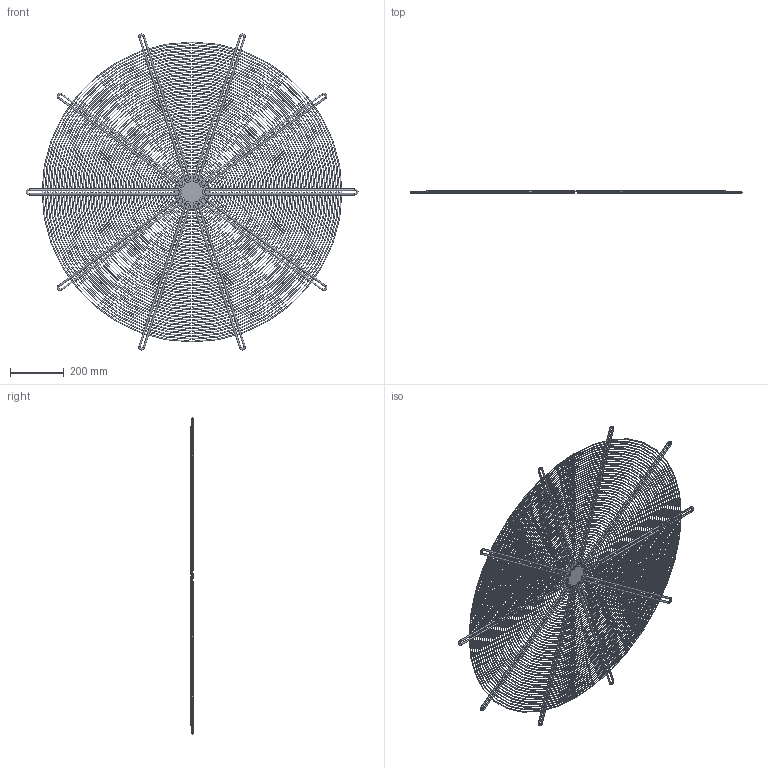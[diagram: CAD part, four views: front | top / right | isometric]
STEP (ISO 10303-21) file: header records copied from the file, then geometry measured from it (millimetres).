
FILE_DESCRIPTION (( 'STEP AP203' ), '1' );
FILE_NAME ('5RE9102_CCr 112.STEP', '2022-02-18T10:38:44', ( '' ), ( '' ), 'SwSTEP 2.0', 'SolidWorks 2018', '' );
FILE_SCHEMA (( 'CONFIG_CONTROL_DESIGN' ));
Length unit declared in the file: mil
Products named in the file (1): 5RE9102_CCr 112
Bounding box: 1240 x 8.56 x 1180.4 mm (x, y, z)
Volume: 935113.6 mm3; surface area: 1106190.3 mm2
Topology: 61 solids, 61 shells, 294 faces, 616 edges, 324 vertices
Faces by surface type: torus 240, cylinder 42, plane 12
Entity records: 9593 total; most frequent: CARTESIAN_POINT 3137, DIRECTION 1512, ORIENTED_EDGE 1232, AXIS2_PLACEMENT_3D 735, EDGE_CURVE 616, CIRCLE 440, VERTEX_POINT 324, FACE_OUTER_BOUND 294
